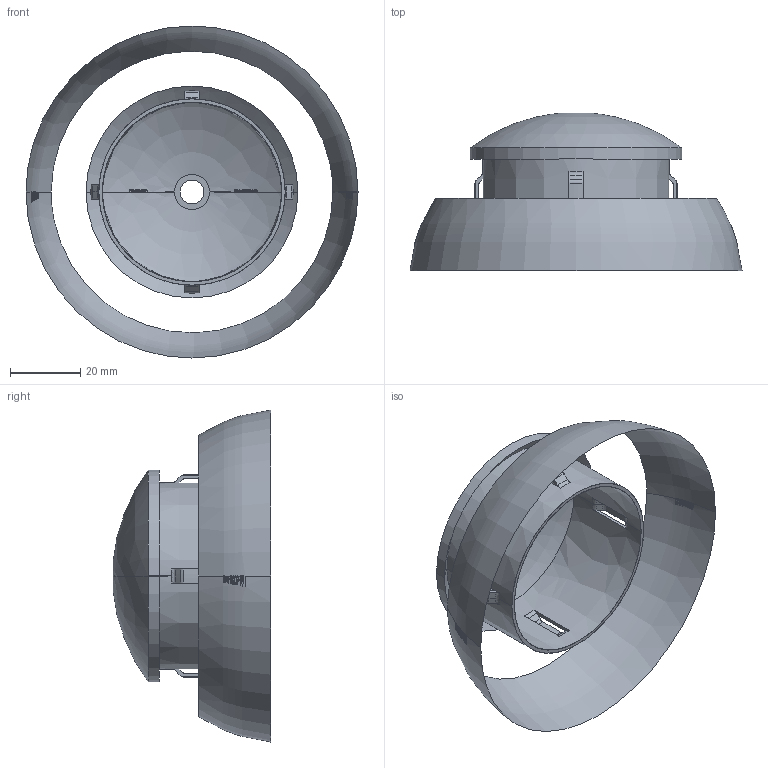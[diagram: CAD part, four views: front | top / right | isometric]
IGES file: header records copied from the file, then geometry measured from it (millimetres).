
Start section: SolidWorks IGES file using analytic representation for surfaces
Global section: file name: 166-6000-M8.igs; native system: SolidWorks 2015; preprocessor: SolidWorks 2015; author: Christian; date: 190913.135741; units: millimetre
Bounding box: 94.47 x 44.81 x 94.47 mm (x, y, z)
Surface area: 20007.9 mm2 (no closed solid volume)
Topology: 0 solids, 0 shells, 363 faces, 4342 edges, 4342 vertices
Faces by surface type: bspline 267, revolution 96
